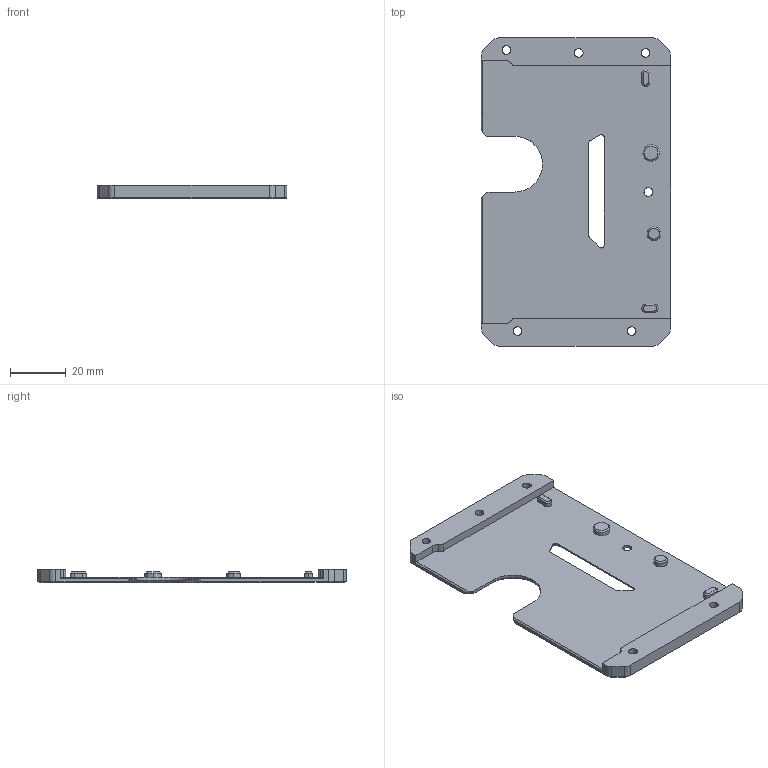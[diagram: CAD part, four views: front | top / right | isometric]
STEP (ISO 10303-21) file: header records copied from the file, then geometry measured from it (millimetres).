
FILE_DESCRIPTION (( 'STEP AP203' ), '1' );
FILE_NAME ('bottom shell.STEP', '2025-08-04T20:16:30', ( '' ), ( '' ), 'SwSTEP 2.0', 'SolidWorks 2023', '' );
FILE_SCHEMA (( 'CONFIG_CONTROL_DESIGN' ));
Length unit declared in the file: millimetre
Products named in the file (1): bottom shell
Bounding box: 68 x 110.7 x 5 mm (x, y, z)
Volume: 16770.7 mm3; surface area: 16103 mm2
Topology: 1 solids, 1 shells, 321 faces, 790 edges, 491 vertices
Faces by surface type: plane 243, cylinder 42, cone 28, bspline 8
Entity records: 9543 total; most frequent: CARTESIAN_POINT 1957, ORIENTED_EDGE 1580, DIRECTION 1474, EDGE_CURVE 790, VECTOR 642, LINE 642, VERTEX_POINT 491, AXIS2_PLACEMENT_3D 416
